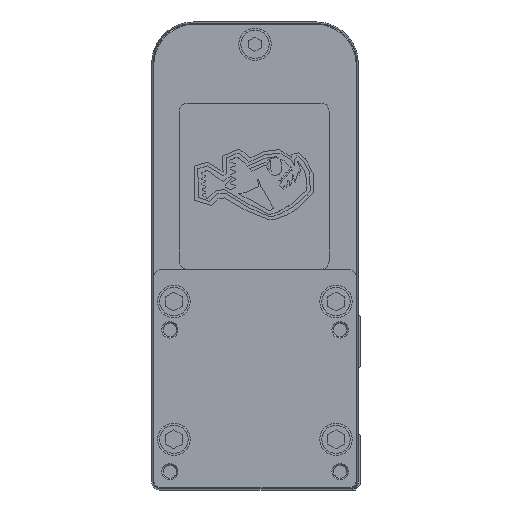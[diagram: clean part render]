
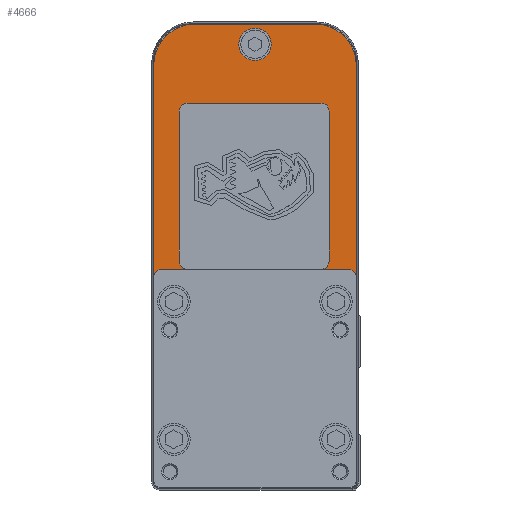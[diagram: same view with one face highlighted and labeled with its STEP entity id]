
A CAD part, left-side view. The second image highlights one B-rep face of the part: STEP entity #4666.
In plain terms, the highlighted planar face has unit normal (-1, 0, 0).
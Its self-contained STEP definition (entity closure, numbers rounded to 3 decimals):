
#252 = ORIENTED_EDGE ( 'NONE', *, *, #25441, .T. ) ;
#471 = VERTEX_POINT ( 'NONE', #7940 ) ;
#523 = CARTESIAN_POINT ( 'NONE',  ( -45., -7., 23. ) ) ;
#563 = VECTOR ( 'NONE', #10123, 1000. ) ;
#1183 = FACE_OUTER_BOUND ( 'NONE', #19595, .T. ) ;
#1493 = DIRECTION ( 'NONE',  ( 0., 0., -1. ) ) ;
#1520 = CARTESIAN_POINT ( 'NONE',  ( -45., -9., 23. ) ) ;
#1630 = DIRECTION ( 'NONE',  ( 1., 0., 0. ) ) ;
#1716 = CARTESIAN_POINT ( 'NONE',  ( -45., -69.5, -14.75 ) ) ;
#2447 = VERTEX_POINT ( 'NONE', #7361 ) ;
#2450 = AXIS2_PLACEMENT_3D ( 'NONE', #7704, #1630, #1493 ) ;
#2634 = VERTEX_POINT ( 'NONE', #21106 ) ;
#2926 = DIRECTION ( 'NONE',  ( 1., 0., 0. ) ) ;
#3239 = DIRECTION ( 'NONE',  ( 0., 0., -1. ) ) ;
#3337 = CARTESIAN_POINT ( 'NONE',  ( -45., -64.5, 0. ) ) ;
#3349 = CIRCLE ( 'NONE', #25798, 4. ) ;
#3998 = CARTESIAN_POINT ( 'NONE',  ( -45., -9., -23. ) ) ;
#4003 = LINE ( 'NONE', #8059, #8837 ) ;
#4043 = DIRECTION ( 'NONE',  ( 0., 0., 1. ) ) ;
#4666 = ADVANCED_FACE ( 'NONE', ( #1183, #17397 ), #21575, .F. ) ;
#5068 = ORIENTED_EDGE ( 'NONE', *, *, #26062, .F. ) ;
#5092 = DIRECTION ( 'NONE',  ( 0., 0., -1. ) ) ;
#5787 = VECTOR ( 'NONE', #19001, 1000. ) ;
#5903 = AXIS2_PLACEMENT_3D ( 'NONE', #23919, #21758, #3239 ) ;
#6078 = CARTESIAN_POINT ( 'NONE',  ( -45., -59.25, -25. ) ) ;
#6557 = LINE ( 'NONE', #22918, #5787 ) ;
#6620 = CARTESIAN_POINT ( 'NONE',  ( -45., -7., -25. ) ) ;
#7361 = CARTESIAN_POINT ( 'NONE',  ( -45., -59.25, -25. ) ) ;
#7475 = ORIENTED_EDGE ( 'NONE', *, *, #11123, .F. ) ;
#7704 = CARTESIAN_POINT ( 'NONE',  ( -45., -59.25, 14.75 ) ) ;
#7940 = CARTESIAN_POINT ( 'NONE',  ( -45., -69.5, 14.75 ) ) ;
#8059 = CARTESIAN_POINT ( 'NONE',  ( -45., -7., 25. ) ) ;
#8121 = ORIENTED_EDGE ( 'NONE', *, *, #19485, .F. ) ;
#8792 = EDGE_CURVE ( 'NONE', #2634, #18667, #16970, .T. ) ;
#8837 = VECTOR ( 'NONE', #14286, 1000. ) ;
#9003 = DIRECTION ( 'NONE',  ( 0., 1., 0. ) ) ;
#9638 = VERTEX_POINT ( 'NONE', #1520 ) ;
#10069 = VERTEX_POINT ( 'NONE', #3998 ) ;
#10123 = DIRECTION ( 'NONE',  ( 0., 1., 0. ) ) ;
#10137 = EDGE_CURVE ( 'NONE', #10069, #14694, #23589, .T. ) ;
#10225 = CARTESIAN_POINT ( 'NONE',  ( -45., -64.5, -4. ) ) ;
#10316 = ORIENTED_EDGE ( 'NONE', *, *, #10137, .T. ) ;
#10477 = CIRCLE ( 'NONE', #11367, 10.25 ) ;
#10921 = DIRECTION ( 'NONE',  ( 1., 0., 0. ) ) ;
#11123 = EDGE_CURVE ( 'NONE', #18667, #2634, #3349, .T. ) ;
#11300 = CARTESIAN_POINT ( 'NONE',  ( -45., -7., 23. ) ) ;
#11367 = AXIS2_PLACEMENT_3D ( 'NONE', #12948, #10921, #19443 ) ;
#12403 = DIRECTION ( 'NONE',  ( -1., 0., 0. ) ) ;
#12417 = LINE ( 'NONE', #6078, #563 ) ;
#12521 = CARTESIAN_POINT ( 'NONE',  ( -45., -7., 25. ) ) ;
#12806 = EDGE_LOOP ( 'NONE', ( #7475, #15509 ) ) ;
#12948 = CARTESIAN_POINT ( 'NONE',  ( -45., -59.25, -14.75 ) ) ;
#13692 = CIRCLE ( 'NONE', #2450, 10.25 ) ;
#13872 = EDGE_CURVE ( 'NONE', #13957, #26378, #4003, .T. ) ;
#13957 = VERTEX_POINT ( 'NONE', #12521 ) ;
#14286 = DIRECTION ( 'NONE',  ( 0., -1., 0. ) ) ;
#14458 = CARTESIAN_POINT ( 'NONE',  ( -45., -9., -23. ) ) ;
#14694 = VERTEX_POINT ( 'NONE', #6620 ) ;
#14807 = AXIS2_PLACEMENT_3D ( 'NONE', #523, #16999, #25231 ) ;
#14966 = DIRECTION ( 'NONE',  ( 0., 0., -1. ) ) ;
#14972 = EDGE_CURVE ( 'NONE', #26378, #471, #13692, .T. ) ;
#15509 = ORIENTED_EDGE ( 'NONE', *, *, #8792, .F. ) ;
#15656 = ORIENTED_EDGE ( 'NONE', *, *, #13872, .F. ) ;
#16233 = EDGE_CURVE ( 'NONE', #10069, #9638, #20408, .T. ) ;
#16768 = VECTOR ( 'NONE', #4043, 1000. ) ;
#16970 = CIRCLE ( 'NONE', #21281, 4. ) ;
#16999 = DIRECTION ( 'NONE',  ( 1., 0., 0. ) ) ;
#17397 = FACE_BOUND ( 'NONE', #12806, .T. ) ;
#18550 = ORIENTED_EDGE ( 'NONE', *, *, #16233, .F. ) ;
#18667 = VERTEX_POINT ( 'NONE', #10225 ) ;
#18699 = CARTESIAN_POINT ( 'NONE',  ( -45., -59.25, 25. ) ) ;
#18969 = AXIS2_PLACEMENT_3D ( 'NONE', #11300, #2926, #9003 ) ;
#19001 = DIRECTION ( 'NONE',  ( 0., 0., -1. ) ) ;
#19443 = DIRECTION ( 'NONE',  ( 0., 0., -1. ) ) ;
#19485 = EDGE_CURVE ( 'NONE', #2447, #14694, #12417, .T. ) ;
#19595 = EDGE_LOOP ( 'NONE', ( #252, #18550, #10316, #8121, #25167, #5068, #26354, #15656 ) ) ;
#19643 = EDGE_CURVE ( 'NONE', #25575, #2447, #10477, .T. ) ;
#20408 = LINE ( 'NONE', #14458, #16768 ) ;
#20441 = CIRCLE ( 'NONE', #14807, 2. ) ;
#20791 = CARTESIAN_POINT ( 'NONE',  ( -45., -64.5, 0. ) ) ;
#21106 = CARTESIAN_POINT ( 'NONE',  ( -45., -64.5, 4. ) ) ;
#21281 = AXIS2_PLACEMENT_3D ( 'NONE', #3337, #23612, #5092 ) ;
#21575 = PLANE ( 'NONE',  #18969 ) ;
#21758 = DIRECTION ( 'NONE',  ( 1., 0., 0. ) ) ;
#22918 = CARTESIAN_POINT ( 'NONE',  ( -45., -69.5, 14.75 ) ) ;
#23589 = CIRCLE ( 'NONE', #5903, 2. ) ;
#23612 = DIRECTION ( 'NONE',  ( -1., 0., 0. ) ) ;
#23919 = CARTESIAN_POINT ( 'NONE',  ( -45., -7., -23. ) ) ;
#25167 = ORIENTED_EDGE ( 'NONE', *, *, #19643, .F. ) ;
#25231 = DIRECTION ( 'NONE',  ( 0., 0., -1. ) ) ;
#25441 = EDGE_CURVE ( 'NONE', #13957, #9638, #20441, .T. ) ;
#25575 = VERTEX_POINT ( 'NONE', #1716 ) ;
#25798 = AXIS2_PLACEMENT_3D ( 'NONE', #20791, #12403, #14966 ) ;
#26062 = EDGE_CURVE ( 'NONE', #471, #25575, #6557, .T. ) ;
#26354 = ORIENTED_EDGE ( 'NONE', *, *, #14972, .F. ) ;
#26378 = VERTEX_POINT ( 'NONE', #18699 ) ;
